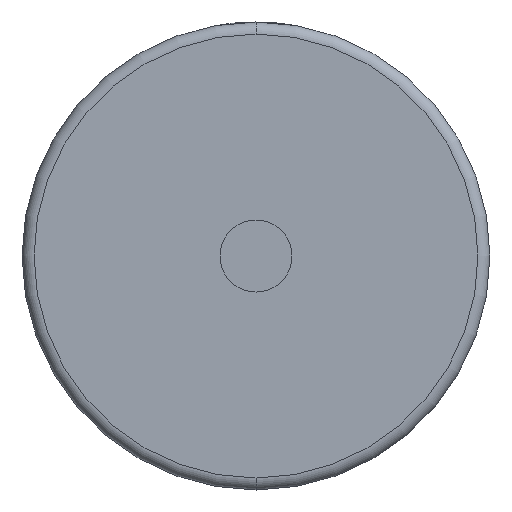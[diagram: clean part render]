
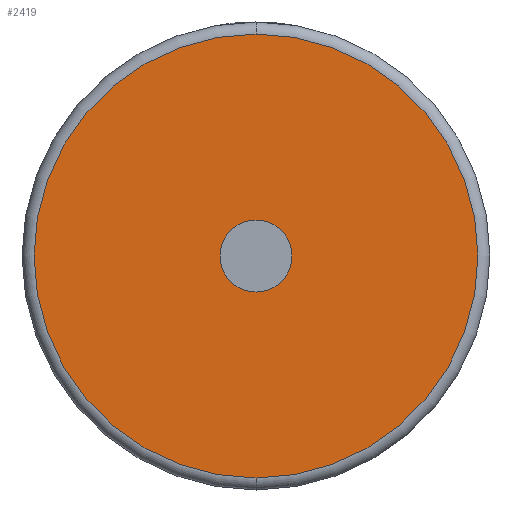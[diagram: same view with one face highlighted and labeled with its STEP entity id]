
A CAD part, front view. The second image highlights one B-rep face of the part: STEP entity #2419.
In plain terms, the highlighted planar face has unit normal (0, -1, 0).
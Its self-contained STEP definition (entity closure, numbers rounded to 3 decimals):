
#13 = ORIENTED_EDGE ( 'NONE', *, *, #1640, .F. ) ;
#30 = DIRECTION ( 'NONE',  ( 0., 0., 1. ) ) ;
#64 = CARTESIAN_POINT ( 'NONE',  ( 0., 0., 0. ) ) ;
#122 = CARTESIAN_POINT ( 'NONE',  ( 0., 0., 0. ) ) ;
#133 = AXIS2_PLACEMENT_3D ( 'NONE', #986, #947, #960 ) ;
#384 = EDGE_CURVE ( 'NONE', #1485, #3382, #2856, .T. ) ;
#498 = AXIS2_PLACEMENT_3D ( 'NONE', #122, #2133, #2420 ) ;
#541 = DIRECTION ( 'NONE',  ( 0., -1., 0. ) ) ;
#726 = ORIENTED_EDGE ( 'NONE', *, *, #3224, .F. ) ;
#824 = DIRECTION ( 'NONE',  ( 0., -1., 0. ) ) ;
#947 = DIRECTION ( 'NONE',  ( 0., -1., 0. ) ) ;
#960 = DIRECTION ( 'NONE',  ( 0., 0., 1. ) ) ;
#986 = CARTESIAN_POINT ( 'NONE',  ( 0., 0., 0. ) ) ;
#1120 = CIRCLE ( 'NONE', #3573, 6. ) ;
#1260 = DIRECTION ( 'NONE',  ( 0., 0., 1. ) ) ;
#1293 = CIRCLE ( 'NONE', #498, 37. ) ;
#1429 = PLANE ( 'NONE',  #2238 ) ;
#1454 = CARTESIAN_POINT ( 'NONE',  ( 0., 0., -6. ) ) ;
#1459 = VERTEX_POINT ( 'NONE', #1454 ) ;
#1480 = FACE_BOUND ( 'NONE', #2913, .T. ) ;
#1485 = VERTEX_POINT ( 'NONE', #3189 ) ;
#1640 = EDGE_CURVE ( 'NONE', #1459, #1850, #2305, .T. ) ;
#1747 = ORIENTED_EDGE ( 'NONE', *, *, #2784, .T. ) ;
#1850 = VERTEX_POINT ( 'NONE', #2841 ) ;
#2126 = DIRECTION ( 'NONE',  ( 0., 1., 0. ) ) ;
#2133 = DIRECTION ( 'NONE',  ( 0., -1., 0. ) ) ;
#2238 = AXIS2_PLACEMENT_3D ( 'NONE', #64, #2126, #1260 ) ;
#2305 = CIRCLE ( 'NONE', #133, 6. ) ;
#2419 = ADVANCED_FACE ( 'NONE', ( #3450, #1480 ), #1429, .F. ) ;
#2420 = DIRECTION ( 'NONE',  ( 0., 0., 1. ) ) ;
#2438 = AXIS2_PLACEMENT_3D ( 'NONE', #2545, #824, #30 ) ;
#2545 = CARTESIAN_POINT ( 'NONE',  ( 0., 0., 0. ) ) ;
#2553 = DIRECTION ( 'NONE',  ( 0., 0., 1. ) ) ;
#2600 = ORIENTED_EDGE ( 'NONE', *, *, #384, .T. ) ;
#2784 = EDGE_CURVE ( 'NONE', #3382, #1485, #1293, .T. ) ;
#2827 = EDGE_LOOP ( 'NONE', ( #1747, #2600 ) ) ;
#2841 = CARTESIAN_POINT ( 'NONE',  ( 0., 0., 6. ) ) ;
#2856 = CIRCLE ( 'NONE', #2438, 37. ) ;
#2913 = EDGE_LOOP ( 'NONE', ( #726, #13 ) ) ;
#3189 = CARTESIAN_POINT ( 'NONE',  ( 0., 0., -37. ) ) ;
#3224 = EDGE_CURVE ( 'NONE', #1850, #1459, #1120, .T. ) ;
#3252 = CARTESIAN_POINT ( 'NONE',  ( 0., 0., 37. ) ) ;
#3382 = VERTEX_POINT ( 'NONE', #3252 ) ;
#3412 = CARTESIAN_POINT ( 'NONE',  ( 0., 0., 0. ) ) ;
#3450 = FACE_OUTER_BOUND ( 'NONE', #2827, .T. ) ;
#3573 = AXIS2_PLACEMENT_3D ( 'NONE', #3412, #541, #2553 ) ;
